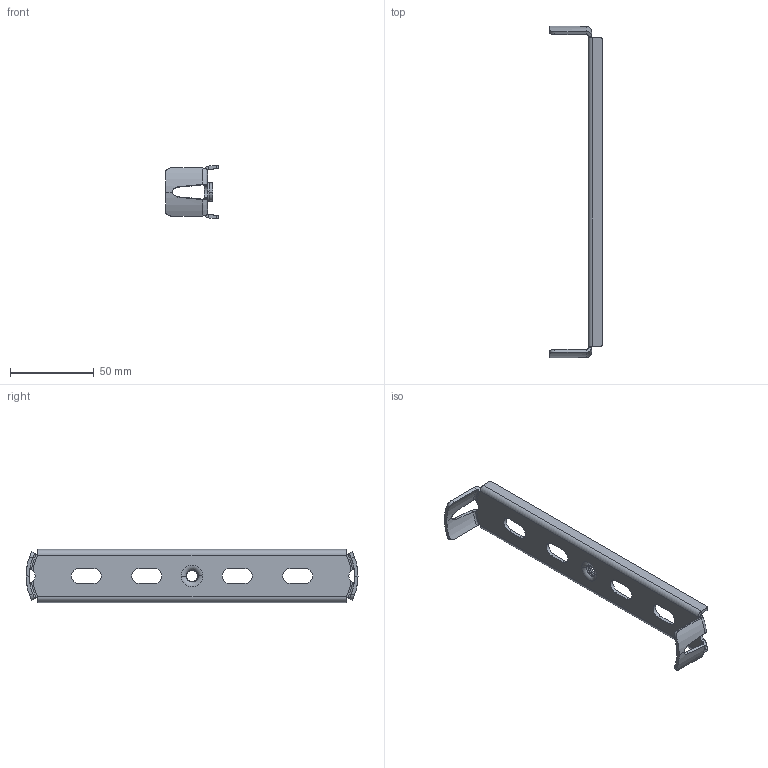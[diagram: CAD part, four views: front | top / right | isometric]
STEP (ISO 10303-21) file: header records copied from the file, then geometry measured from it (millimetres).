
FILE_DESCRIPTION((''),'2;1');
FILE_NAME('731420_PRT','2020-01-03T09:58:17',('tomasz.grudniewski'),(''),'CREO PARAMETRIC BY PTC INC, 2018400','CREO PARAMETRIC BY PTC INC, 2018400','');
FILE_SCHEMA(('CONFIG_CONTROL_DESIGN'));
Length unit declared in the file: millimetre
Products named in the file (1): 731420_PRT
Bounding box: 31.46 x 198 x 31.95 mm (x, y, z)
Volume: 16892.6 mm3; surface area: 18694.6 mm2
Topology: 1 solids, 1 shells, 119 faces, 288 edges, 167 vertices
Faces by surface type: plane 50, cylinder 32, bspline 24, torus 13
Entity records: 4629 total; most frequent: CARTESIAN_POINT 1972, ORIENTED_EDGE 576, DIRECTION 486, EDGE_CURVE 288, AXIS2_PLACEMENT_3D 176, VERTEX_POINT 167, VECTOR 134, LINE 134
